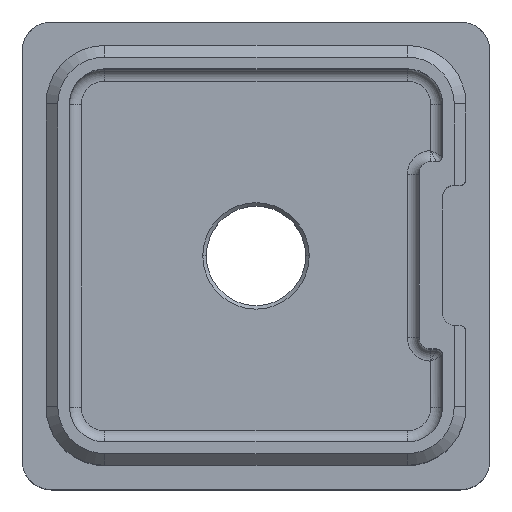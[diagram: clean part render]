
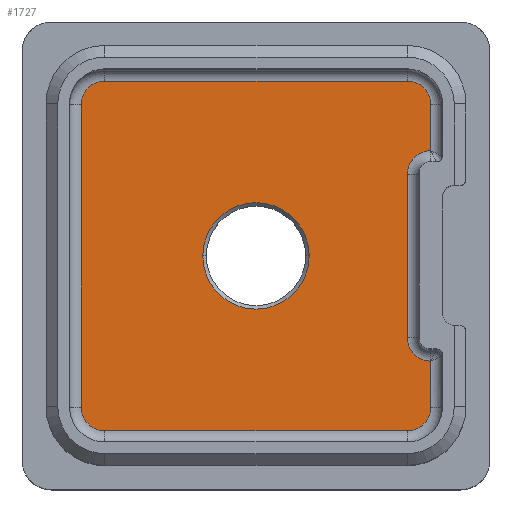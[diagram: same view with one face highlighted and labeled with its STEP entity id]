
A CAD part, top view. The second image highlights one B-rep face of the part: STEP entity #1727.
In plain terms, the highlighted planar face has unit normal (0, 0, 1).
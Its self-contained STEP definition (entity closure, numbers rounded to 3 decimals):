
#20 = CARTESIAN_POINT ( 'NONE',  ( 12.95, 12.95, 2.5 ) ) ;
#29 = LINE ( 'NONE', #561, #532 ) ;
#67 = CARTESIAN_POINT ( 'NONE',  ( -12.95, 12.95, 2.5 ) ) ;
#88 = EDGE_CURVE ( 'NONE', #690, #3199, #1286, .T. ) ;
#91 = CARTESIAN_POINT ( 'NONE',  ( 12.95, -14.95, 2.5 ) ) ;
#101 = EDGE_CURVE ( 'NONE', #3199, #2642, #1593, .T. ) ;
#123 = ORIENTED_EDGE ( 'NONE', *, *, #3086, .T. ) ;
#135 = CARTESIAN_POINT ( 'NONE',  ( -14.95, -12.95, 2.5 ) ) ;
#197 = VERTEX_POINT ( 'NONE', #720 ) ;
#215 = PLANE ( 'NONE',  #1750 ) ;
#216 = CARTESIAN_POINT ( 'NONE',  ( 14.95, -7., 2.5 ) ) ;
#226 = CARTESIAN_POINT ( 'NONE',  ( 4.55, 0., 2.5 ) ) ;
#247 = VERTEX_POINT ( 'NONE', #704 ) ;
#285 = LINE ( 'NONE', #2121, #865 ) ;
#287 = EDGE_LOOP ( 'NONE', ( #1501, #123, #1303, #315, #2987, #1344, #1073, #805, #2907, #423, #3289, #2027 ) ) ;
#288 = VERTEX_POINT ( 'NONE', #3372 ) ;
#315 = ORIENTED_EDGE ( 'NONE', *, *, #3119, .T. ) ;
#320 = DIRECTION ( 'NONE',  ( -1., 0., 0. ) ) ;
#331 = CIRCLE ( 'NONE', #1471, 2. ) ;
#346 = EDGE_CURVE ( 'NONE', #288, #1834, #2041, .T. ) ;
#399 = VERTEX_POINT ( 'NONE', #226 ) ;
#409 = CIRCLE ( 'NONE', #2632, 4.55 ) ;
#423 = ORIENTED_EDGE ( 'NONE', *, *, #2849, .T. ) ;
#473 = EDGE_CURVE ( 'NONE', #2642, #482, #285, .T. ) ;
#482 = VERTEX_POINT ( 'NONE', #1867 ) ;
#507 = CARTESIAN_POINT ( 'NONE',  ( 12.95, -12.95, 2.5 ) ) ;
#513 = EDGE_CURVE ( 'NONE', #1728, #2930, #29, .T. ) ;
#532 = VECTOR ( 'NONE', #320, 1000. ) ;
#549 = DIRECTION ( 'NONE',  ( 1., 0., 0. ) ) ;
#552 = CARTESIAN_POINT ( 'NONE',  ( 14.95, -12.95, 2.5 ) ) ;
#558 = CARTESIAN_POINT ( 'NONE',  ( 14.95, 9., 2.5 ) ) ;
#561 = CARTESIAN_POINT ( 'NONE',  ( -12.95, 14.95, 2.5 ) ) ;
#597 = CARTESIAN_POINT ( 'NONE',  ( 12.95, 7., 2.5 ) ) ;
#615 = CARTESIAN_POINT ( 'NONE',  ( -4.55, 0., 2.5 ) ) ;
#690 = VERTEX_POINT ( 'NONE', #2980 ) ;
#704 = CARTESIAN_POINT ( 'NONE',  ( -14.95, -12.95, 2.5 ) ) ;
#715 = EDGE_CURVE ( 'NONE', #1898, #399, #2653, .T. ) ;
#720 = CARTESIAN_POINT ( 'NONE',  ( 14.95, 12.95, 2.5 ) ) ;
#731 = VECTOR ( 'NONE', #3091, 1000. ) ;
#759 = DIRECTION ( 'NONE',  ( 1., 0., 0. ) ) ;
#766 = ORIENTED_EDGE ( 'NONE', *, *, #2333, .T. ) ;
#805 = ORIENTED_EDGE ( 'NONE', *, *, #101, .T. ) ;
#865 = VECTOR ( 'NONE', #1846, 1000. ) ;
#907 = LINE ( 'NONE', #135, #2370 ) ;
#940 = DIRECTION ( 'NONE',  ( 1., 0., 0. ) ) ;
#996 = AXIS2_PLACEMENT_3D ( 'NONE', #216, #2032, #1488 ) ;
#1003 = AXIS2_PLACEMENT_3D ( 'NONE', #2206, #1236, #940 ) ;
#1005 = CARTESIAN_POINT ( 'NONE',  ( 12.95, 14.95, 2.5 ) ) ;
#1009 = CARTESIAN_POINT ( 'NONE',  ( 12.95, -14.95, 2.5 ) ) ;
#1073 = ORIENTED_EDGE ( 'NONE', *, *, #88, .T. ) ;
#1129 = DIRECTION ( 'NONE',  ( 0., 0., -1. ) ) ;
#1178 = CARTESIAN_POINT ( 'NONE',  ( 0., 0., 2.5 ) ) ;
#1212 = CARTESIAN_POINT ( 'NONE',  ( 0., 0., 2.5 ) ) ;
#1220 = DIRECTION ( 'NONE',  ( 0., 1., 0. ) ) ;
#1236 = DIRECTION ( 'NONE',  ( 0., 0., -1. ) ) ;
#1246 = CARTESIAN_POINT ( 'NONE',  ( 12.95, 7., 2.5 ) ) ;
#1250 = DIRECTION ( 'NONE',  ( 1., 0., 0. ) ) ;
#1272 = DIRECTION ( 'NONE',  ( 0., 0., 1. ) ) ;
#1286 = LINE ( 'NONE', #1009, #731 ) ;
#1303 = ORIENTED_EDGE ( 'NONE', *, *, #513, .T. ) ;
#1305 = CIRCLE ( 'NONE', #1793, 2. ) ;
#1344 = ORIENTED_EDGE ( 'NONE', *, *, #2911, .T. ) ;
#1357 = FACE_BOUND ( 'NONE', #1938, .T. ) ;
#1370 = DIRECTION ( 'NONE',  ( 0., -1., 0. ) ) ;
#1471 = AXIS2_PLACEMENT_3D ( 'NONE', #20, #2877, #3132 ) ;
#1488 = DIRECTION ( 'NONE',  ( 1., 0., 0. ) ) ;
#1501 = ORIENTED_EDGE ( 'NONE', *, *, #2830, .T. ) ;
#1540 = CARTESIAN_POINT ( 'NONE',  ( -12.95, -12.95, 2.5 ) ) ;
#1562 = EDGE_CURVE ( 'NONE', #1834, #2200, #2301, .T. ) ;
#1593 = CIRCLE ( 'NONE', #2736, 2. ) ;
#1682 = VERTEX_POINT ( 'NONE', #2403 ) ;
#1727 = ADVANCED_FACE ( 'NONE', ( #2851, #1357 ), #215, .T. ) ;
#1728 = VERTEX_POINT ( 'NONE', #1005 ) ;
#1750 = AXIS2_PLACEMENT_3D ( 'NONE', #67, #2009, #1250 ) ;
#1784 = AXIS2_PLACEMENT_3D ( 'NONE', #1212, #2247, #3285 ) ;
#1793 = AXIS2_PLACEMENT_3D ( 'NONE', #1540, #3089, #759 ) ;
#1834 = VERTEX_POINT ( 'NONE', #597 ) ;
#1846 = DIRECTION ( 'NONE',  ( 0., 1., 0. ) ) ;
#1867 = CARTESIAN_POINT ( 'NONE',  ( 14.95, -9., 2.5 ) ) ;
#1898 = VERTEX_POINT ( 'NONE', #615 ) ;
#1938 = EDGE_LOOP ( 'NONE', ( #766, #2272 ) ) ;
#2009 = DIRECTION ( 'NONE',  ( 0., 0., 1. ) ) ;
#2027 = ORIENTED_EDGE ( 'NONE', *, *, #1562, .T. ) ;
#2032 = DIRECTION ( 'NONE',  ( 0., 0., -1. ) ) ;
#2041 = LINE ( 'NONE', #1246, #2250 ) ;
#2046 = LINE ( 'NONE', #2530, #3154 ) ;
#2067 = CIRCLE ( 'NONE', #2507, 2. ) ;
#2094 = DIRECTION ( 'NONE',  ( 0., 0., 1. ) ) ;
#2121 = CARTESIAN_POINT ( 'NONE',  ( 14.95, -8.5, 2.5 ) ) ;
#2157 = DIRECTION ( 'NONE',  ( 1., 0., 0. ) ) ;
#2200 = VERTEX_POINT ( 'NONE', #558 ) ;
#2206 = CARTESIAN_POINT ( 'NONE',  ( 14.95, 7., 2.5 ) ) ;
#2247 = DIRECTION ( 'NONE',  ( 0., 0., -1. ) ) ;
#2250 = VECTOR ( 'NONE', #2537, 1000. ) ;
#2272 = ORIENTED_EDGE ( 'NONE', *, *, #715, .T. ) ;
#2301 = CIRCLE ( 'NONE', #1003, 2. ) ;
#2324 = DIRECTION ( 'NONE',  ( 1., 0., 0. ) ) ;
#2333 = EDGE_CURVE ( 'NONE', #399, #1898, #409, .T. ) ;
#2370 = VECTOR ( 'NONE', #1370, 1000. ) ;
#2403 = CARTESIAN_POINT ( 'NONE',  ( -14.95, 12.95, 2.5 ) ) ;
#2507 = AXIS2_PLACEMENT_3D ( 'NONE', #3105, #2094, #549 ) ;
#2530 = CARTESIAN_POINT ( 'NONE',  ( 14.95, 12.95, 2.5 ) ) ;
#2537 = DIRECTION ( 'NONE',  ( 0., 1., 0. ) ) ;
#2559 = CARTESIAN_POINT ( 'NONE',  ( -12.95, 14.95, 2.5 ) ) ;
#2604 = CIRCLE ( 'NONE', #996, 2. ) ;
#2632 = AXIS2_PLACEMENT_3D ( 'NONE', #1178, #1129, #2157 ) ;
#2642 = VERTEX_POINT ( 'NONE', #552 ) ;
#2653 = CIRCLE ( 'NONE', #1784, 4.55 ) ;
#2736 = AXIS2_PLACEMENT_3D ( 'NONE', #507, #1272, #2324 ) ;
#2759 = EDGE_CURVE ( 'NONE', #1682, #247, #907, .T. ) ;
#2830 = EDGE_CURVE ( 'NONE', #2200, #197, #2046, .T. ) ;
#2849 = EDGE_CURVE ( 'NONE', #482, #288, #2604, .T. ) ;
#2851 = FACE_OUTER_BOUND ( 'NONE', #287, .T. ) ;
#2877 = DIRECTION ( 'NONE',  ( 0., 0., 1. ) ) ;
#2907 = ORIENTED_EDGE ( 'NONE', *, *, #473, .T. ) ;
#2911 = EDGE_CURVE ( 'NONE', #247, #690, #1305, .T. ) ;
#2930 = VERTEX_POINT ( 'NONE', #2559 ) ;
#2980 = CARTESIAN_POINT ( 'NONE',  ( -12.95, -14.95, 2.5 ) ) ;
#2987 = ORIENTED_EDGE ( 'NONE', *, *, #2759, .T. ) ;
#3086 = EDGE_CURVE ( 'NONE', #197, #1728, #331, .T. ) ;
#3089 = DIRECTION ( 'NONE',  ( 0., 0., 1. ) ) ;
#3091 = DIRECTION ( 'NONE',  ( 1., 0., 0. ) ) ;
#3105 = CARTESIAN_POINT ( 'NONE',  ( -12.95, 12.95, 2.5 ) ) ;
#3119 = EDGE_CURVE ( 'NONE', #2930, #1682, #2067, .T. ) ;
#3132 = DIRECTION ( 'NONE',  ( 1., 0., 0. ) ) ;
#3154 = VECTOR ( 'NONE', #1220, 1000. ) ;
#3199 = VERTEX_POINT ( 'NONE', #91 ) ;
#3285 = DIRECTION ( 'NONE',  ( 1., 0., 0. ) ) ;
#3289 = ORIENTED_EDGE ( 'NONE', *, *, #346, .T. ) ;
#3372 = CARTESIAN_POINT ( 'NONE',  ( 12.95, -7., 2.5 ) ) ;
